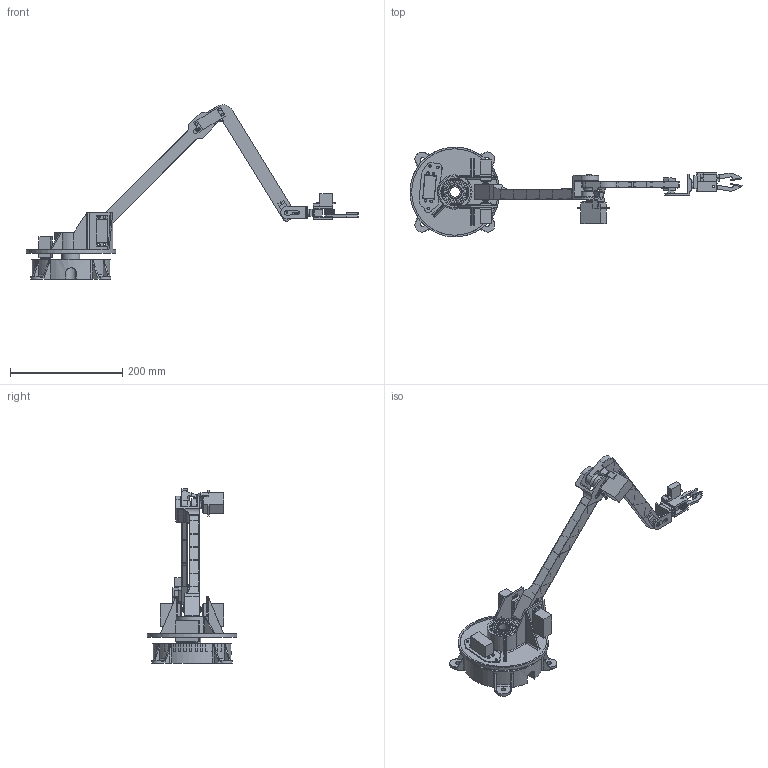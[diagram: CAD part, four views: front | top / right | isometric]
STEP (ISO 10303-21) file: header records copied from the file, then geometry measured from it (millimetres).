
FILE_DESCRIPTION(/* description */ (''),/* implementation_level */ '2;1');
FILE_NAME(/* name */ 'ZUSAMMENSTELLUNG.stp',/* time_stamp */ '2015-02-26T10:18:55+01:00',/* author */ ('Luki'),/* organization */ (''),/* preprocessor_version */ 'ST-DEVELOPER v15.6',/* originating_system */ 'Autodesk Inventor 2015',/* authorisation */ '');
FILE_SCHEMA (('AUTOMOTIVE_DESIGN { 1 0 10303 214 3 1 1 }'));
Length unit declared in the file: millimetre
Products named in the file (28): Drehteller; Servo_Drehwerk; 6005_PART1; 6005_PART2; 6005_PART3; 6005; Ruderhorn_doppel; Arm1a; 608_PART1; 608_PART2; 608_PART3; 608; Bolzen; Distanzhuelse1; Adapter; Ruderhorn_Alu; Mikroservo; Zahnrad_A; Grundplatte2; Ruderhorn_4Flanken; Arm31; Ruderhorn_Geschnitten; Greifer1; Greifer2; Greifer3; Greifer; Arm2 _krumm; ZUSAMMENSTELLUNG2
Bounding box: 591.4 x 160 x 310.6 mm (x, y, z)
Volume: 633687.5 mm3; surface area: 406792.8 mm2
Topology: 67 solids, 156 shells, 2089 faces, 5314 edges, 3497 vertices
Faces by surface type: plane 1020, cylinder 958, torus 52, sphere 41, cone 14, bspline 4
Full cylindrical faces by diameter (mm): 0.7 x12, 1.4 x8, 1.5 x16, 2 x3, 2.5 x1, 3 x8, 4 x4, 4.5 x31, 4.8 x3, 5 x6, 5.3 x2, 5.4 x3, 5.5 x1, 7.8 x1, 8 x6, 8.2 x1, 8.3 x2, 8.4 x1, 9 x5, 9.5 x2, 10 x2, 11 x3, 12.1 x4, 17.6 x4, 18.55 x1, 19.2 x4, 20 x1, 22 x2, 23 x2, 24.55 x1
Entity records: 57007 total; most frequent: CARTESIAN_POINT 10265, DIRECTION 10178, ORIENTED_EDGE 9080, EDGE_CURVE 4540, AXIS2_PLACEMENT_3D 3771, VERTEX_POINT 3091, LINE 2636, VECTOR 2636
